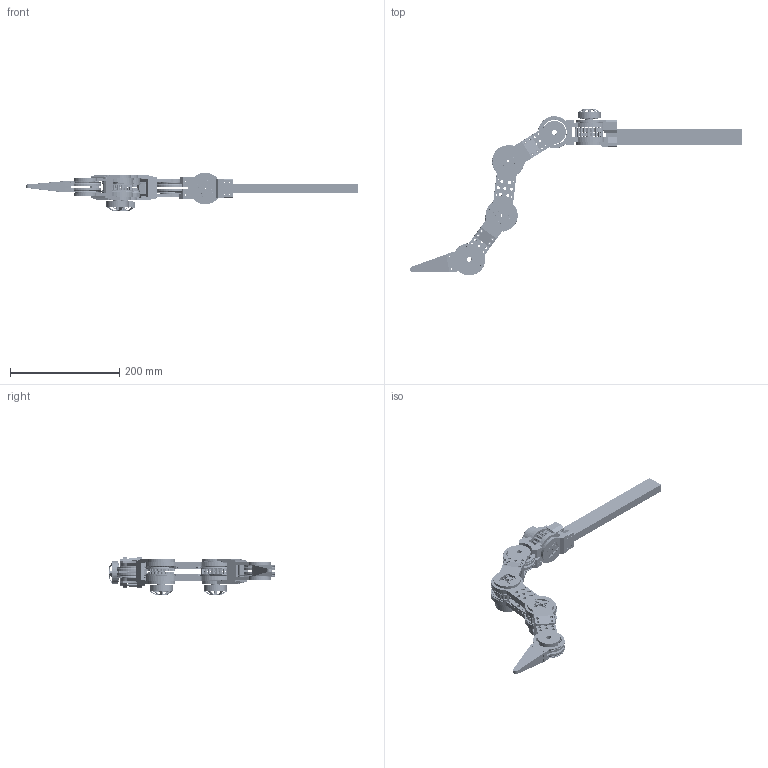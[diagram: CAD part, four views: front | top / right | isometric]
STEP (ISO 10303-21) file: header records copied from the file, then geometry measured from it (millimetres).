
FILE_DESCRIPTION(/* description */ (''),/* implementation_level */ '2;1');
FILE_NAME(/* name */ '6807_tail.stp',/* time_stamp */ '2018-10-22T00:20:23+08:00',/* author */ ('paulg'),/* organization */ (''),/* preprocessor_version */ 'ST-DEVELOPER v16.5',/* originating_system */ 'Autodesk Inventor 2017',/* authorisation */ '');
FILE_SCHEMA (('AUTOMOTIVE_DESIGN { 1 0 10303 214 3 1 1 }'));
Products named in the file (25): 6807_tail; output_shaft 6807 motortail; tail_main_6807; output_shaft 6807 encoder tail; idle_shaft 6807 encoder tail; tail_idle_offset_6807_top_joint; tail_idle_offset_6807; body_base_6807_lite; output_shaft 6807 motor_top_tail; tail_tip; body_15x30; output_shaft 6807 encoder tail body; enc_pcb; string; offset 4id 12- od; inner_ring_20l 18id; 3508; motor 6807 top; motor 6807 flux; magnet 6807; motor 6807 stator; outer_pins; 47x35x7 bearing; 18x12x4 bearing; 8x5x2_5 bearing
Assembly tree (108 placements, depth 3):
  6807_tail
    output_shaft 6807 motortail  x2
    tail_main_6807  x2
    idle_shaft 6807 encoder tail  x4
    tail_idle_offset_6807_top_joint  x2
    tail_idle_offset_6807  x2
    output_shaft 6807 encoder tail  x2
    body_base_6807_lite  x2
    output_shaft 6807 motor_top_tail
    tail_tip
    body_15x30
    output_shaft 6807 encoder tail body
    enc_pcb
    string  x4
    offset 4id 12- od  x3
    inner_ring_20l 18id  x6
    3508  x3
      motor 6807 top
      motor 6807 flux
      magnet 6807
    motor 6807 stator  x3
    outer_pins  x42
    47x35x7 bearing
    18x12x4 bearing
    8x5x2_5 bearing  x8
Bounding box: 608.65 x 305.82 x 70.7 mm (x, y, z)
Volume: 540232.9 mm3; surface area: 334675.8 mm2
Topology: 137 solids, 137 shells, 4048 faces, 10085 edges, 6387 vertices
Faces by surface type: plane 1745, cylinder 1707, bspline 257, cone 215, sphere 84, torus 40
Full cylindrical faces by diameter (mm): 1 x12, 1.5 x24, 2 x173, 2.4 x42, 2.5 x30, 3 x68, 3.2 x42, 3.5 x24, 4 x10, 5 x39, 6 x34, 6.5 x4, 7 x12, 8 x56, 9 x10, 10 x3, 12 x7, 13 x2, 15 x3, 17 x2, 18 x7, 25.619 x3, 34.7 x2, 34.9 x1, 35 x3, 35.2 x5, 36.7 x2, 36.9 x1, 37 x2, 37.2 x5
Entity records: 62544 total; most frequent: CARTESIAN_POINT 27887, DIRECTION 7358, ORIENTED_EDGE 6256, EDGE_CURVE 3120, AXIS2_PLACEMENT_3D 2917, VERTEX_POINT 2162, EDGE_LOOP 2066, LINE 1524
